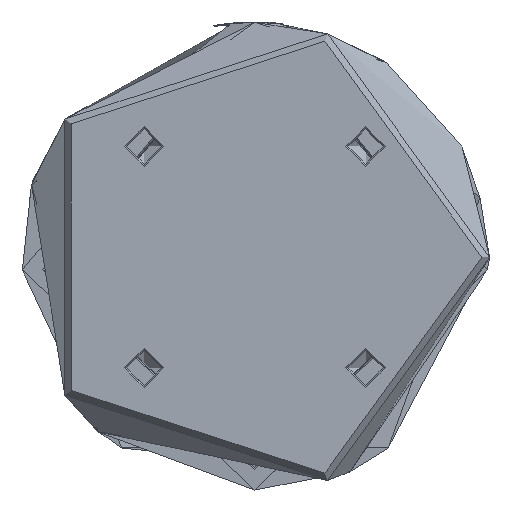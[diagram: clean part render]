
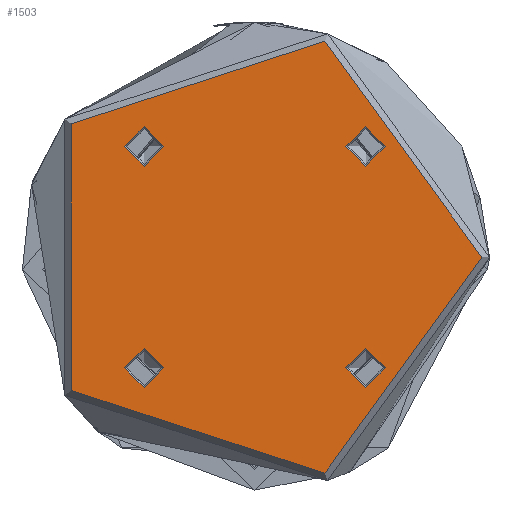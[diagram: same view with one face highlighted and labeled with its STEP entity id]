
A CAD part, front view. The second image highlights one B-rep face of the part: STEP entity #1503.
In plain terms, the highlighted face is planar.
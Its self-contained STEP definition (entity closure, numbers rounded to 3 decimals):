
#47 = CIRCLE ( 'NONE', #4338, 5.025 ) ;
#98 = AXIS2_PLACEMENT_3D ( 'NONE', #683, #3584, #1108 ) ;
#122 = EDGE_CURVE ( 'NONE', #3465, #3465, #1053, .T. ) ;
#173 = ORIENTED_EDGE ( 'NONE', *, *, #122, .F. ) ;
#179 = CARTESIAN_POINT ( 'NONE',  ( -23.259, 28.284, 0. ) ) ;
#484 = AXIS2_PLACEMENT_3D ( 'NONE', #880, #3786, #1297 ) ;
#553 = FACE_BOUND ( 'NONE', #2566, .T. ) ;
#683 = CARTESIAN_POINT ( 'NONE',  ( -28.284, -28.284, 0. ) ) ;
#755 = CARTESIAN_POINT ( 'NONE',  ( 28.284, -28.284, 0. ) ) ;
#852 = FACE_BOUND ( 'NONE', #3374, .T. ) ;
#880 = CARTESIAN_POINT ( 'NONE',  ( 0., 0., 0. ) ) ;
#1053 = CIRCLE ( 'NONE', #98, 5.025 ) ;
#1108 = DIRECTION ( 'NONE',  ( 1., 0., 0. ) ) ;
#1179 = DIRECTION ( 'NONE',  ( 1., 0., 0. ) ) ;
#1250 = CIRCLE ( 'NONE', #484, 58. ) ;
#1297 = DIRECTION ( 'NONE',  ( 1., 0., 0. ) ) ;
#1404 = CARTESIAN_POINT ( 'NONE',  ( 33.309, 28.284, 0. ) ) ;
#1503 = ADVANCED_FACE ( 'NONE', ( #3993, #553, #852, #1698, #5000 ), #2315, .F. ) ;
#1656 = DIRECTION ( 'NONE',  ( 0., 0., 1. ) ) ;
#1698 = FACE_BOUND ( 'NONE', #1856, .T. ) ;
#1812 = EDGE_LOOP ( 'NONE', ( #1978 ) ) ;
#1830 = CARTESIAN_POINT ( 'NONE',  ( 28.284, 28.284, 0. ) ) ;
#1843 = VERTEX_POINT ( 'NONE', #2637 ) ;
#1856 = EDGE_LOOP ( 'NONE', ( #173 ) ) ;
#1978 = ORIENTED_EDGE ( 'NONE', *, *, #3450, .T. ) ;
#2160 = EDGE_CURVE ( 'NONE', #1843, #1843, #3166, .T. ) ;
#2236 = DIRECTION ( 'NONE',  ( 1., 0., 0. ) ) ;
#2315 = PLANE ( 'NONE',  #2737 ) ;
#2340 = DIRECTION ( 'NONE',  ( 0., 0., -1. ) ) ;
#2530 = CIRCLE ( 'NONE', #4377, 5.025 ) ;
#2552 = VERTEX_POINT ( 'NONE', #179 ) ;
#2566 = EDGE_LOOP ( 'NONE', ( #3090 ) ) ;
#2637 = CARTESIAN_POINT ( 'NONE',  ( 33.309, -28.284, 0. ) ) ;
#2737 = AXIS2_PLACEMENT_3D ( 'NONE', #4825, #2340, #5243 ) ;
#2807 = VERTEX_POINT ( 'NONE', #3478 ) ;
#3021 = ORIENTED_EDGE ( 'NONE', *, *, #4762, .F. ) ;
#3090 = ORIENTED_EDGE ( 'NONE', *, *, #3725, .F. ) ;
#3166 = CIRCLE ( 'NONE', #4052, 5.025 ) ;
#3374 = EDGE_LOOP ( 'NONE', ( #4835 ) ) ;
#3450 = EDGE_CURVE ( 'NONE', #2807, #2807, #1250, .T. ) ;
#3465 = VERTEX_POINT ( 'NONE', #5104 ) ;
#3478 = CARTESIAN_POINT ( 'NONE',  ( 58., 0., 0. ) ) ;
#3584 = DIRECTION ( 'NONE',  ( 0., 0., 1. ) ) ;
#3651 = DIRECTION ( 'NONE',  ( 0., 0., 1. ) ) ;
#3678 = EDGE_LOOP ( 'NONE', ( #3021 ) ) ;
#3725 = EDGE_CURVE ( 'NONE', #4887, #4887, #2530, .T. ) ;
#3786 = DIRECTION ( 'NONE',  ( 0., 0., 1. ) ) ;
#3993 = FACE_BOUND ( 'NONE', #3678, .T. ) ;
#4052 = AXIS2_PLACEMENT_3D ( 'NONE', #755, #3651, #1179 ) ;
#4148 = CARTESIAN_POINT ( 'NONE',  ( -28.284, 28.284, 0. ) ) ;
#4338 = AXIS2_PLACEMENT_3D ( 'NONE', #4148, #1656, #4567 ) ;
#4377 = AXIS2_PLACEMENT_3D ( 'NONE', #1830, #4727, #2236 ) ;
#4567 = DIRECTION ( 'NONE',  ( 1., 0., 0. ) ) ;
#4727 = DIRECTION ( 'NONE',  ( 0., 0., 1. ) ) ;
#4762 = EDGE_CURVE ( 'NONE', #2552, #2552, #47, .T. ) ;
#4825 = CARTESIAN_POINT ( 'NONE',  ( 0., 0., 0. ) ) ;
#4835 = ORIENTED_EDGE ( 'NONE', *, *, #2160, .F. ) ;
#4887 = VERTEX_POINT ( 'NONE', #1404 ) ;
#5000 = FACE_OUTER_BOUND ( 'NONE', #1812, .T. ) ;
#5104 = CARTESIAN_POINT ( 'NONE',  ( -23.259, -28.284, 0. ) ) ;
#5243 = DIRECTION ( 'NONE',  ( -1., 0., 0. ) ) ;
